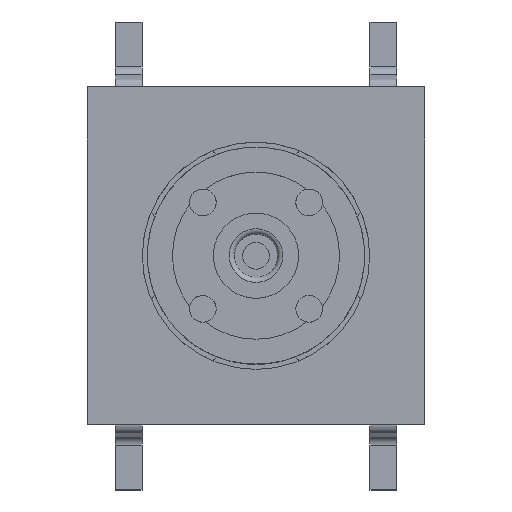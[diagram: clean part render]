
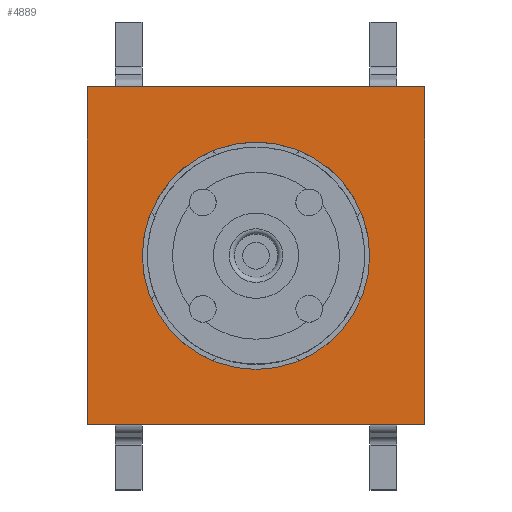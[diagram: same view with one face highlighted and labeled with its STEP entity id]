
A CAD part, top view. The second image highlights one B-rep face of the part: STEP entity #4889.
In plain terms, the highlighted planar face has unit normal (0, 0, 1).
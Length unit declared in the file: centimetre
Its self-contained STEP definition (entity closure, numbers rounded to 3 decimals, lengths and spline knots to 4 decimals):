
#254=LINE('',#7709,#790);
#260=LINE('',#7719,#796);
#265=LINE('',#7727,#801);
#270=LINE('',#7734,#806);
#790=VECTOR('',#6263,1.);
#796=VECTOR('',#6271,1.);
#801=VECTOR('',#6278,1.);
#806=VECTOR('',#6285,1.);
#1173=FACE_BOUND('',#1586,.T.);
#1303=FACE_OUTER_BOUND('',#1585,.T.);
#1585=EDGE_LOOP('',(#3796,#3797,#3798,#3799));
#1586=EDGE_LOOP('',(#3800));
#1872=CIRCLE('',#5312,0.34);
#2176=VERTEX_POINT('',#7701);
#2177=VERTEX_POINT('',#7707);
#2178=VERTEX_POINT('',#7708);
#2181=VERTEX_POINT('',#7718);
#2183=VERTEX_POINT('',#7726);
#2755=EDGE_CURVE('',#2176,#2176,#1872,.T.);
#2757=EDGE_CURVE('',#2177,#2178,#254,.T.);
#2763=EDGE_CURVE('',#2178,#2181,#260,.T.);
#2768=EDGE_CURVE('',#2181,#2183,#265,.T.);
#2773=EDGE_CURVE('',#2183,#2177,#270,.T.);
#3796=ORIENTED_EDGE('',*,*,#2757,.F.);
#3797=ORIENTED_EDGE('',*,*,#2773,.F.);
#3798=ORIENTED_EDGE('',*,*,#2768,.F.);
#3799=ORIENTED_EDGE('',*,*,#2763,.F.);
#3800=ORIENTED_EDGE('',*,*,#2755,.T.);
#4645=PLANE('',#5319);
#4889=ADVANCED_FACE('',(#1303,#1173),#4645,.T.);
#5312=AXIS2_PLACEMENT_3D('',#7703,#6255,#6256);
#5319=AXIS2_PLACEMENT_3D('',#7738,#6289,#6290);
#6255=DIRECTION('center_axis',(0.,0.,-1.));
#6256=DIRECTION('ref_axis',(1.,0.,0.));
#6263=DIRECTION('',(0.,-1.,0.));
#6271=DIRECTION('',(-1.,0.,0.));
#6278=DIRECTION('',(0.,1.,0.));
#6285=DIRECTION('',(1.,0.,0.));
#6289=DIRECTION('center_axis',(0.,0.,1.));
#6290=DIRECTION('ref_axis',(1.,0.,0.));
#7701=CARTESIAN_POINT('',(-0.34,0.,0.44));
#7703=CARTESIAN_POINT('Origin',(0.,0.,0.44));
#7707=CARTESIAN_POINT('',(0.505,0.505,0.44));
#7708=CARTESIAN_POINT('',(0.505,-0.505,0.44));
#7709=CARTESIAN_POINT('',(0.505,0.505,0.44));
#7718=CARTESIAN_POINT('',(-0.505,-0.505,0.44));
#7719=CARTESIAN_POINT('',(0.505,-0.505,0.44));
#7726=CARTESIAN_POINT('',(-0.505,0.505,0.44));
#7727=CARTESIAN_POINT('',(-0.505,-0.505,0.44));
#7734=CARTESIAN_POINT('',(-0.505,0.505,0.44));
#7738=CARTESIAN_POINT('Origin',(0.,0.,0.44));
